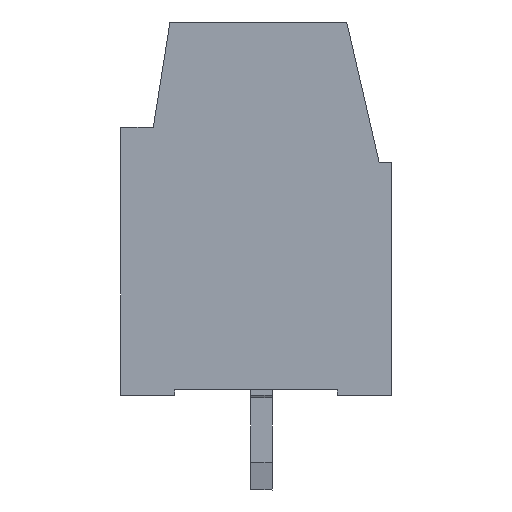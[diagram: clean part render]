
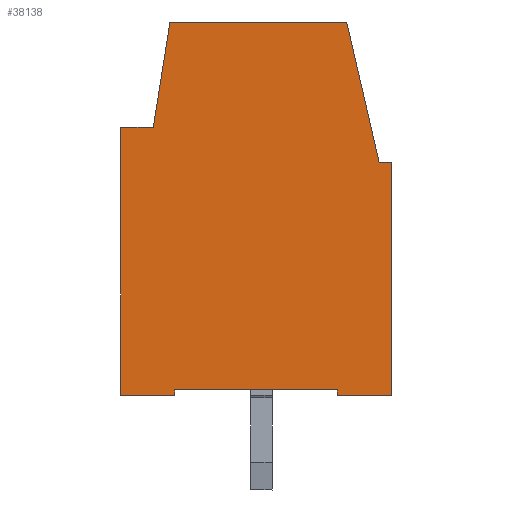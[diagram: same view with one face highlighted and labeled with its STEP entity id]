
A CAD part, left-side view. The second image highlights one B-rep face of the part: STEP entity #38138.
In plain terms, the highlighted planar face has unit normal (-1, 0, 0).
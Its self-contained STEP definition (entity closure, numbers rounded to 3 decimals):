
#38046=AXIS2_PLACEMENT_3D('Plane Axis2P3D',#38043,#38044,#38045) ;
#37654=CARTESIAN_POINT('Vertex',(0.,0.,12.101)) ;
#37657=CARTESIAN_POINT('Line Origine',(0.,0.,7.8)) ;
#37661=CARTESIAN_POINT('Vertex',(0.,0.,3.5)) ;
#38027=CARTESIAN_POINT('Vertex',(0.,0.445,12.1)) ;
#38030=CARTESIAN_POINT('Line Origine',(0.,0.223,12.1)) ;
#38043=CARTESIAN_POINT('Axis2P3D Location',(0.,3.449,14.)) ;
#38048=CARTESIAN_POINT('Line Origine',(0.,1.027,14.623)) ;
#38052=CARTESIAN_POINT('Vertex',(0.,1.609,17.145)) ;
#38055=CARTESIAN_POINT('Line Origine',(0.,1.627,17.223)) ;
#38059=CARTESIAN_POINT('Vertex',(0.,1.645,17.3)) ;
#38062=CARTESIAN_POINT('Line Origine',(0.,4.913,17.3)) ;
#38066=CARTESIAN_POINT('Vertex',(0.,8.181,17.301)) ;
#38069=CARTESIAN_POINT('Line Origine',(0.,8.49,15.351)) ;
#38073=CARTESIAN_POINT('Vertex',(0.,8.799,13.401)) ;
#38076=CARTESIAN_POINT('Line Origine',(0.,9.399,13.401)) ;
#38080=CARTESIAN_POINT('Vertex',(0.,9.999,13.401)) ;
#38083=CARTESIAN_POINT('Line Origine',(0.,10.,8.451)) ;
#38087=CARTESIAN_POINT('Vertex',(0.,10.,3.501)) ;
#38090=CARTESIAN_POINT('Line Origine',(0.,9.,3.501)) ;
#38094=CARTESIAN_POINT('Vertex',(0.,8.,3.501)) ;
#38097=CARTESIAN_POINT('Line Origine',(0.,8.,3.601)) ;
#38101=CARTESIAN_POINT('Vertex',(0.,8.,3.701)) ;
#38104=CARTESIAN_POINT('Line Origine',(0.,5.,3.7)) ;
#38108=CARTESIAN_POINT('Vertex',(0.,2.,3.7)) ;
#38111=CARTESIAN_POINT('Line Origine',(0.,2.,3.6)) ;
#38115=CARTESIAN_POINT('Vertex',(0.,2.,3.5)) ;
#38118=CARTESIAN_POINT('Line Origine',(0.,1.,3.5)) ;
#37658=DIRECTION('Vector Direction',(0.,0.,1.)) ;
#38031=DIRECTION('Vector Direction',(0.,-1.,0.001)) ;
#38044=DIRECTION('Axis2P3D Direction',(1.,0.,0.)) ;
#38045=DIRECTION('Axis2P3D XDirection',(0.,1.,0.)) ;
#38049=DIRECTION('Vector Direction',(0.,0.225,0.974)) ;
#38056=DIRECTION('Vector Direction',(0.,0.225,0.974)) ;
#38063=DIRECTION('Vector Direction',(0.,-1.,0.)) ;
#38070=DIRECTION('Vector Direction',(0.,0.157,-0.988)) ;
#38077=DIRECTION('Vector Direction',(0.,-1.,0.)) ;
#38084=DIRECTION('Vector Direction',(0.,0.,-1.)) ;
#38091=DIRECTION('Vector Direction',(0.,-1.,0.)) ;
#38098=DIRECTION('Vector Direction',(0.,0.,1.)) ;
#38105=DIRECTION('Vector Direction',(0.,-1.,0.)) ;
#38112=DIRECTION('Vector Direction',(0.,0.,-1.)) ;
#38119=DIRECTION('Vector Direction',(0.,-1.,0.)) ;
#37659=VECTOR('Line Direction',#37658,1.) ;
#38032=VECTOR('Line Direction',#38031,1.) ;
#38050=VECTOR('Line Direction',#38049,1.) ;
#38057=VECTOR('Line Direction',#38056,1.) ;
#38064=VECTOR('Line Direction',#38063,1.) ;
#38071=VECTOR('Line Direction',#38070,1.) ;
#38078=VECTOR('Line Direction',#38077,1.) ;
#38085=VECTOR('Line Direction',#38084,1.) ;
#38092=VECTOR('Line Direction',#38091,1.) ;
#38099=VECTOR('Line Direction',#38098,1.) ;
#38106=VECTOR('Line Direction',#38105,1.) ;
#38113=VECTOR('Line Direction',#38112,1.) ;
#38120=VECTOR('Line Direction',#38119,1.) ;
#38124=ORIENTED_EDGE('',*,*,#37663,.T.) ;
#38125=ORIENTED_EDGE('',*,*,#38034,.F.) ;
#38126=ORIENTED_EDGE('',*,*,#38054,.T.) ;
#38127=ORIENTED_EDGE('',*,*,#38061,.T.) ;
#38128=ORIENTED_EDGE('',*,*,#38068,.F.) ;
#38129=ORIENTED_EDGE('',*,*,#38075,.T.) ;
#38130=ORIENTED_EDGE('',*,*,#38082,.F.) ;
#38131=ORIENTED_EDGE('',*,*,#38089,.T.) ;
#38132=ORIENTED_EDGE('',*,*,#38096,.T.) ;
#38133=ORIENTED_EDGE('',*,*,#38103,.T.) ;
#38134=ORIENTED_EDGE('',*,*,#38110,.T.) ;
#38135=ORIENTED_EDGE('',*,*,#38117,.T.) ;
#38136=ORIENTED_EDGE('',*,*,#38122,.T.) ;
#38138=ADVANCED_FACE('COVER',(#38137),#38047,.F.) ;
#37663=EDGE_CURVE('',#37662,#37655,#37660,.T.) ;
#38034=EDGE_CURVE('',#38028,#37655,#38033,.T.) ;
#38054=EDGE_CURVE('',#38028,#38053,#38051,.T.) ;
#38061=EDGE_CURVE('',#38053,#38060,#38058,.T.) ;
#38068=EDGE_CURVE('',#38067,#38060,#38065,.T.) ;
#38075=EDGE_CURVE('',#38067,#38074,#38072,.T.) ;
#38082=EDGE_CURVE('',#38081,#38074,#38079,.T.) ;
#38089=EDGE_CURVE('',#38081,#38088,#38086,.T.) ;
#38096=EDGE_CURVE('',#38088,#38095,#38093,.T.) ;
#38103=EDGE_CURVE('',#38095,#38102,#38100,.T.) ;
#38110=EDGE_CURVE('',#38102,#38109,#38107,.T.) ;
#38117=EDGE_CURVE('',#38109,#38116,#38114,.T.) ;
#38122=EDGE_CURVE('',#38116,#37662,#38121,.T.) ;
#38123=EDGE_LOOP('',(#38124,#38125,#38126,#38127,#38128,#38129,#38130,#38131,#38132,#38133,#38134,#38135,#38136)) ;
#38137=FACE_OUTER_BOUND('',#38123,.T.) ;
#37660=LINE('Line',#37657,#37659) ;
#38033=LINE('Line',#38030,#38032) ;
#38051=LINE('Line',#38048,#38050) ;
#38058=LINE('Line',#38055,#38057) ;
#38065=LINE('Line',#38062,#38064) ;
#38072=LINE('Line',#38069,#38071) ;
#38079=LINE('Line',#38076,#38078) ;
#38086=LINE('Line',#38083,#38085) ;
#38093=LINE('Line',#38090,#38092) ;
#38100=LINE('Line',#38097,#38099) ;
#38107=LINE('Line',#38104,#38106) ;
#38114=LINE('Line',#38111,#38113) ;
#38121=LINE('Line',#38118,#38120) ;
#38047=PLANE('',#38046) ;
#37655=VERTEX_POINT('',#37654) ;
#37662=VERTEX_POINT('',#37661) ;
#38028=VERTEX_POINT('',#38027) ;
#38053=VERTEX_POINT('',#38052) ;
#38060=VERTEX_POINT('',#38059) ;
#38067=VERTEX_POINT('',#38066) ;
#38074=VERTEX_POINT('',#38073) ;
#38081=VERTEX_POINT('',#38080) ;
#38088=VERTEX_POINT('',#38087) ;
#38095=VERTEX_POINT('',#38094) ;
#38102=VERTEX_POINT('',#38101) ;
#38109=VERTEX_POINT('',#38108) ;
#38116=VERTEX_POINT('',#38115) ;
